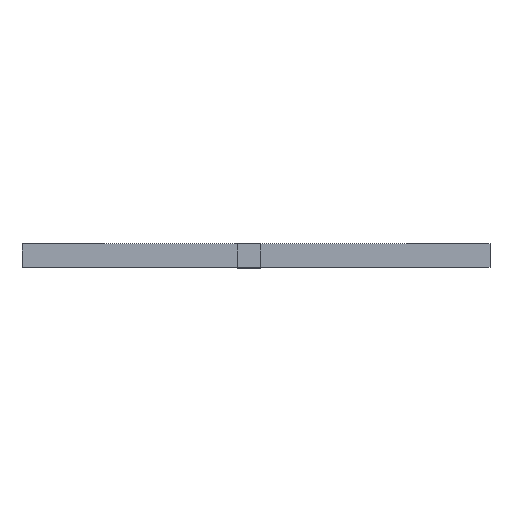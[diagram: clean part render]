
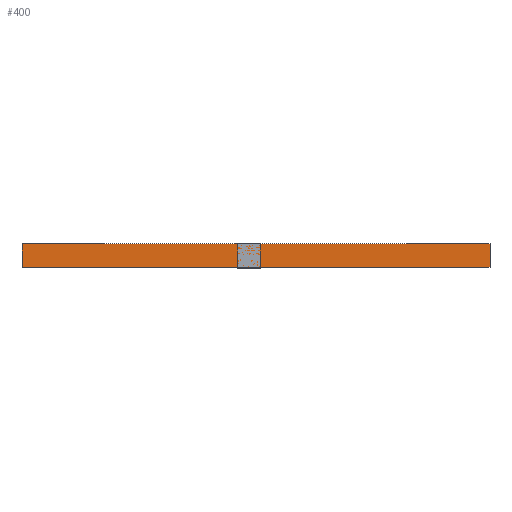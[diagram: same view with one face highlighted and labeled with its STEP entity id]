
A CAD part, top view. The second image highlights one B-rep face of the part: STEP entity #400.
In plain terms, the highlighted planar face has unit normal (0, 0, 1).
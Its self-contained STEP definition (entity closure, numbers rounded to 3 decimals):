
#35=FACE_OUTER_BOUND('',#62,.T.);
#62=EDGE_LOOP('',(#296,#297,#298,#299));
#96=LINE('',#610,#145);
#98=LINE('',#616,#147);
#101=LINE('',#621,#150);
#102=LINE('',#622,#151);
#145=VECTOR('',#497,10.);
#147=VECTOR('',#501,10.);
#150=VECTOR('',#506,10.);
#151=VECTOR('',#507,10.);
#187=VERTEX_POINT('',#603);
#190=VERTEX_POINT('',#608);
#192=VERTEX_POINT('',#613);
#193=VERTEX_POINT('',#615);
#228=EDGE_CURVE('',#190,#187,#96,.T.);
#230=EDGE_CURVE('',#192,#193,#98,.T.);
#233=EDGE_CURVE('',#190,#193,#101,.T.);
#234=EDGE_CURVE('',#187,#192,#102,.T.);
#296=ORIENTED_EDGE('',*,*,#233,.T.);
#297=ORIENTED_EDGE('',*,*,#230,.F.);
#298=ORIENTED_EDGE('',*,*,#234,.F.);
#299=ORIENTED_EDGE('',*,*,#228,.F.);
#374=PLANE('',#445);
#400=ADVANCED_FACE('',(#35),#374,.F.);
#445=AXIS2_PLACEMENT_3D('',#620,#504,#505);
#497=DIRECTION('',(0.,-1.,0.));
#501=DIRECTION('',(0.,1.,0.));
#504=DIRECTION('center_axis',(0.,0.,-1.));
#505=DIRECTION('ref_axis',(1.,0.,0.));
#506=DIRECTION('',(-1.,0.,0.));
#507=DIRECTION('',(-1.,0.,0.));
#603=CARTESIAN_POINT('',(5.15,-0.25,10.));
#608=CARTESIAN_POINT('',(5.15,0.25,10.));
#610=CARTESIAN_POINT('',(5.15,0.,10.));
#613=CARTESIAN_POINT('',(-4.85,-0.25,10.));
#615=CARTESIAN_POINT('',(-4.85,0.25,10.));
#616=CARTESIAN_POINT('',(-4.85,0.,10.));
#620=CARTESIAN_POINT('Origin',(0.15,0.,10.));
#621=CARTESIAN_POINT('',(0.15,0.25,10.));
#622=CARTESIAN_POINT('',(0.15,-0.25,10.));
